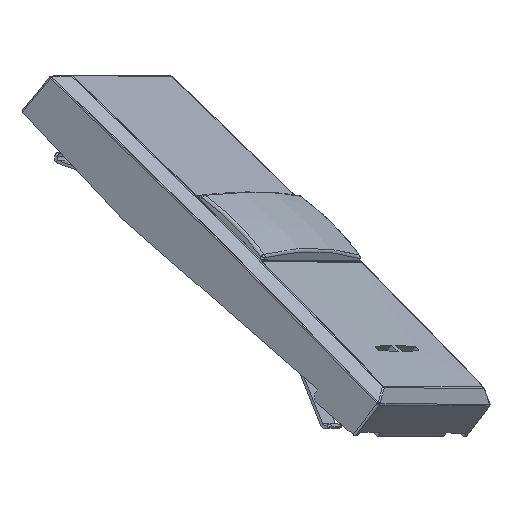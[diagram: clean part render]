
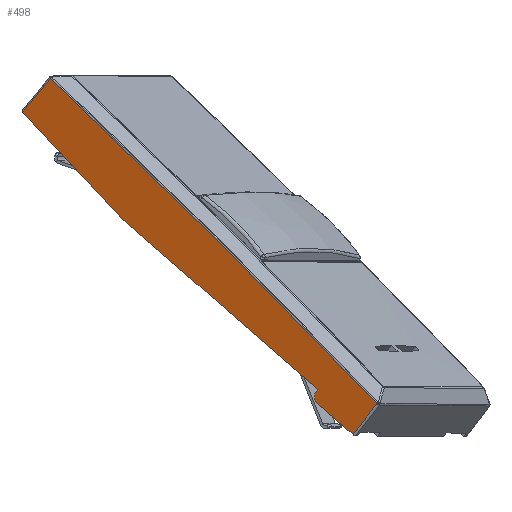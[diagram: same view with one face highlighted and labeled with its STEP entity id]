
A CAD part, isometric view. The second image highlights one B-rep face of the part: STEP entity #498.
In plain terms, the highlighted face is planar.
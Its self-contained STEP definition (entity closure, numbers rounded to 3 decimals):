
#80=CARTESIAN_POINT('Vertex',(-8.,-11.037,3.2)) ;
#83=CARTESIAN_POINT('Line Origine',(-15.037,-11.033,3.446)) ;
#87=CARTESIAN_POINT('Vertex',(-22.074,-11.029,3.692)) ;
#411=CARTESIAN_POINT('Line Origine',(-22.05,-11.005,5.068)) ;
#415=CARTESIAN_POINT('Vertex',(-22.002,-10.957,7.801)) ;
#430=CARTESIAN_POINT('Axis2P3D Location',(0.,-11.037,3.2)) ;
#436=CARTESIAN_POINT('Control Point',(-8.,-11.037,3.2)) ;
#437=CARTESIAN_POINT('Control Point',(16.7,-11.01,4.797)) ;
#438=CARTESIAN_POINT('Vertex',(16.7,-11.01,4.797)) ;
#442=CARTESIAN_POINT('Control Point',(16.7,-11.01,4.797)) ;
#443=CARTESIAN_POINT('Control Point',(16.713,-11.013,4.598)) ;
#444=CARTESIAN_POINT('Vertex',(16.713,-11.013,4.598)) ;
#448=CARTESIAN_POINT('Control Point',(16.713,-11.013,4.598)) ;
#449=CARTESIAN_POINT('Control Point',(16.733,-11.019,4.284)) ;
#450=CARTESIAN_POINT('Control Point',(16.921,-11.024,3.978)) ;
#451=CARTESIAN_POINT('Control Point',(17.249,-11.026,3.831)) ;
#452=CARTESIAN_POINT('Control Point',(17.563,-11.026,3.851)) ;
#453=CARTESIAN_POINT('Vertex',(17.563,-11.026,3.851)) ;
#457=CARTESIAN_POINT('Control Point',(22.1,-11.021,4.144)) ;
#458=CARTESIAN_POINT('Control Point',(17.563,-11.026,3.851)) ;
#459=CARTESIAN_POINT('Vertex',(22.1,-11.021,4.144)) ;
#463=CARTESIAN_POINT('Control Point',(22.036,-10.957,7.8)) ;
#464=CARTESIAN_POINT('Control Point',(22.1,-11.021,4.144)) ;
#465=CARTESIAN_POINT('Vertex',(22.036,-10.957,7.8)) ;
#469=CARTESIAN_POINT('Control Point',(22.036,-10.957,7.8)) ;
#470=CARTESIAN_POINT('Control Point',(22.034,-10.957,7.802)) ;
#471=CARTESIAN_POINT('Vertex',(22.034,-10.957,7.802)) ;
#475=CARTESIAN_POINT('Control Point',(-22.,-10.957,7.803)) ;
#476=CARTESIAN_POINT('Control Point',(-7.326,-10.95,8.19)) ;
#477=CARTESIAN_POINT('Control Point',(7.361,-10.95,8.19)) ;
#478=CARTESIAN_POINT('Control Point',(22.034,-10.957,7.802)) ;
#479=CARTESIAN_POINT('Vertex',(-22.,-10.957,7.803)) ;
#483=CARTESIAN_POINT('Control Point',(-22.002,-10.957,7.801)) ;
#484=CARTESIAN_POINT('Control Point',(-22.,-10.957,7.803)) ;
#84=DIRECTION('Vector Direction',(-0.999,0.001,0.035)) ;
#412=DIRECTION('Vector Direction',(0.017,0.017,1.)) ;
#431=DIRECTION('Axis2P3D Direction',(0.,-1.,0.017)) ;
#432=DIRECTION('Axis2P3D XDirection',(-1.,0.,0.)) ;
#433=AXIS2_PLACEMENT_3D('Plane Axis2P3D',#430,#431,#432) ;
#487=ORIENTED_EDGE('',*,*,#89,.F.) ;
#488=ORIENTED_EDGE('',*,*,#440,.F.) ;
#489=ORIENTED_EDGE('',*,*,#446,.F.) ;
#490=ORIENTED_EDGE('',*,*,#455,.F.) ;
#491=ORIENTED_EDGE('',*,*,#461,.F.) ;
#492=ORIENTED_EDGE('',*,*,#467,.F.) ;
#493=ORIENTED_EDGE('',*,*,#473,.F.) ;
#494=ORIENTED_EDGE('',*,*,#481,.F.) ;
#495=ORIENTED_EDGE('',*,*,#485,.F.) ;
#496=ORIENTED_EDGE('',*,*,#417,.T.) ;
#85=VECTOR('Line Direction',#84,1.) ;
#413=VECTOR('Line Direction',#412,1.) ;
#498=ADVANCED_FACE('PartBody',(#497),#434,.T.) ;
#435=B_SPLINE_CURVE_WITH_KNOTS('',1,(#436,#437),.UNSPECIFIED.,.F.,.U.,(2,2),(-12.376,12.376),.UNSPECIFIED.) ;
#441=B_SPLINE_CURVE_WITH_KNOTS('',1,(#442,#443),.UNSPECIFIED.,.F.,.U.,(2,2),(-0.5,-0.3),.UNSPECIFIED.) ;
#447=B_SPLINE_CURVE_WITH_KNOTS('',4,(#448,#449,#450,#451,#452),.UNSPECIFIED.,.F.,.U.,(5,5),(0.,1.777),.UNSPECIFIED.) ;
#456=B_SPLINE_CURVE_WITH_KNOTS('',1,(#457,#458),.UNSPECIFIED.,.F.,.U.,(2,2),(-2.573,1.974),.UNSPECIFIED.) ;
#462=B_SPLINE_CURVE_WITH_KNOTS('',1,(#463,#464),.UNSPECIFIED.,.F.,.U.,(2,2),(-2.112,1.545),.UNSPECIFIED.) ;
#468=B_SPLINE_CURVE_WITH_KNOTS('',1,(#469,#470),.UNSPECIFIED.,.F.,.U.,(2,2),(2.975,2.978),.UNSPECIFIED.) ;
#474=B_SPLINE_CURVE_WITH_KNOTS('',3,(#475,#476,#477,#478),.UNSPECIFIED.,.F.,.U.,(4,4),(15.926,92.238),.UNSPECIFIED.) ;
#482=B_SPLINE_CURVE_WITH_KNOTS('',1,(#483,#484),.UNSPECIFIED.,.F.,.U.,(2,2),(3.017,3.02),.UNSPECIFIED.) ;
#89=EDGE_CURVE('',#81,#88,#86,.T.) ;
#417=EDGE_CURVE('',#416,#88,#414,.F.) ;
#440=EDGE_CURVE('',#439,#81,#435,.F.) ;
#446=EDGE_CURVE('',#445,#439,#441,.F.) ;
#455=EDGE_CURVE('',#454,#445,#447,.F.) ;
#461=EDGE_CURVE('',#460,#454,#456,.T.) ;
#467=EDGE_CURVE('',#466,#460,#462,.T.) ;
#473=EDGE_CURVE('',#472,#466,#468,.F.) ;
#481=EDGE_CURVE('',#480,#472,#474,.T.) ;
#485=EDGE_CURVE('',#416,#480,#482,.T.) ;
#486=EDGE_LOOP('',(#487,#488,#489,#490,#491,#492,#493,#494,#495,#496)) ;
#497=FACE_OUTER_BOUND('',#486,.T.) ;
#86=LINE('Line',#83,#85) ;
#414=LINE('Line',#411,#413) ;
#434=PLANE('',#433) ;
#81=VERTEX_POINT('',#80) ;
#88=VERTEX_POINT('',#87) ;
#416=VERTEX_POINT('',#415) ;
#439=VERTEX_POINT('',#438) ;
#445=VERTEX_POINT('',#444) ;
#454=VERTEX_POINT('',#453) ;
#460=VERTEX_POINT('',#459) ;
#466=VERTEX_POINT('',#465) ;
#472=VERTEX_POINT('',#471) ;
#480=VERTEX_POINT('',#479) ;
